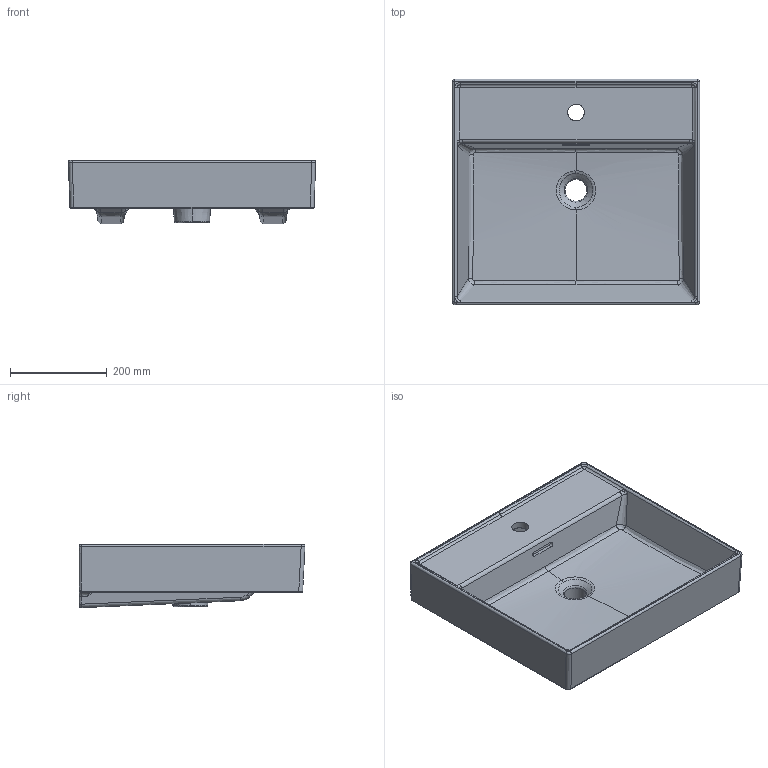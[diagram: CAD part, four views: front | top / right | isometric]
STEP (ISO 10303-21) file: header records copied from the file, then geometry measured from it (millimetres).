
FILE_DESCRIPTION(/* description */ (''),/* implementation_level */ '2;1');
FILE_NAME(/* name */ '1644 milano 50 cm.stp',/* time_stamp */ '2022-10-18T06:45:08+03:00',/* author */ (''),/* organization */ (''),/* preprocessor_version */ 'ST-DEVELOPER v16',/* originating_system */ 'SIEMENS PLM Software NX 11.0',/* authorisation */ '');
FILE_SCHEMA (('AUTOMOTIVE_DESIGN { 1 0 10303 214 3 1 1 1 }'));
Length unit declared in the file: millimetre
Products named in the file (1): Dell4E203967xjao
Bounding box: 511.67 x 467.61 x 131.2 mm (x, y, z)
Volume: 10276770.4 mm3; surface area: 844524.4 mm2
Topology: 1 solids, 1 shells, 339 faces, 816 edges, 462 vertices
Faces by surface type: bspline 257, cylinder 40, plane 22, torus 9, sphere 6, cone 5
Full cylindrical faces by diameter (mm): 11.951 x2
Entity records: 22172 total; most frequent: CARTESIAN_POINT 16312, ORIENTED_EDGE 1564, EDGE_CURVE 782, DIRECTION 689, B_SPLINE_CURVE_WITH_KNOTS 479, VERTEX_POINT 455, EDGE_LOOP 353, ADVANCED_FACE 339
